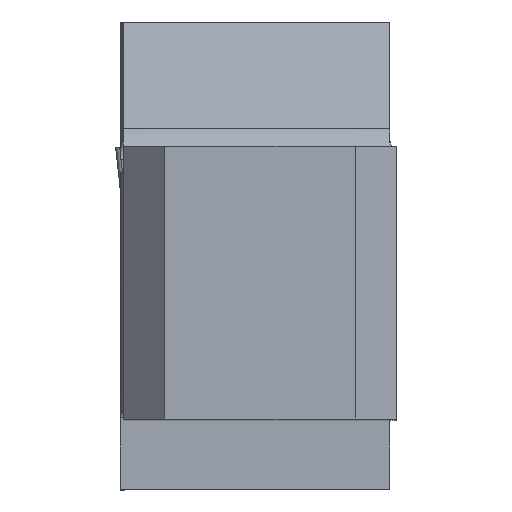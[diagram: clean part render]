
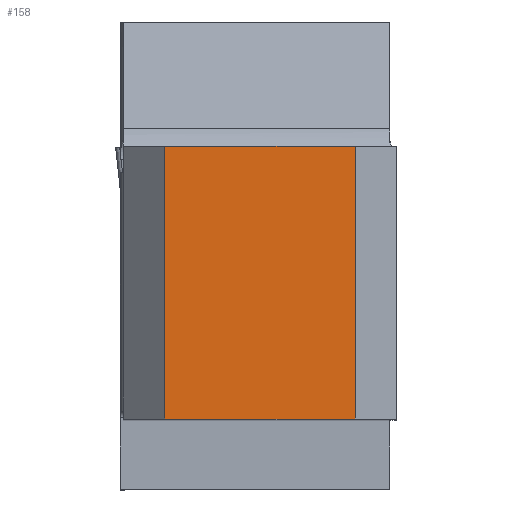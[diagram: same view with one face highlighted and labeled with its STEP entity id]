
A CAD part, top view. The second image highlights one B-rep face of the part: STEP entity #158.
In plain terms, the highlighted planar face has unit normal (0, 0, 1).
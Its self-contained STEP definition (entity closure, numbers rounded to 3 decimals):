
#158=ADVANCED_FACE('CU_BACK_SU1',(#289),#228,.F.);
#228=PLANE('',#1650);
#289=FACE_OUTER_BOUND('',#363,.T.);
#363=EDGE_LOOP('',(#574,#575,#576,#577));
#574=ORIENTED_EDGE('',*,*,#1104,.F.);
#575=ORIENTED_EDGE('',*,*,#1102,.T.);
#576=ORIENTED_EDGE('',*,*,#1105,.T.);
#577=ORIENTED_EDGE('',*,*,#1067,.F.);
#918=VERTEX_POINT('',#2244);
#919=VERTEX_POINT('',#2246);
#938=VERTEX_POINT('',#2328);
#939=VERTEX_POINT('',#2330);
#1067=EDGE_CURVE('',#918,#919,#1269,.T.);
#1102=EDGE_CURVE('',#939,#938,#1293,.T.);
#1104=EDGE_CURVE('',#939,#918,#1295,.T.);
#1105=EDGE_CURVE('',#938,#919,#1296,.T.);
#1269=LINE('',#2245,#1436);
#1293=LINE('',#2329,#1460);
#1295=LINE('',#2333,#1462);
#1296=LINE('',#2334,#1463);
#1436=VECTOR('',#1817,1.);
#1460=VECTOR('',#1879,1.);
#1462=VECTOR('',#1883,1.);
#1463=VECTOR('',#1884,1.);
#1650=AXIS2_PLACEMENT_3D('',#2335,#1885,#1886);
#1817=DIRECTION('',(1.,0.,0.));
#1879=DIRECTION('',(1.,0.,0.));
#1883=DIRECTION('',(0.,1.,0.));
#1884=DIRECTION('',(0.,1.,0.));
#1885=DIRECTION('',(0.,0.,-1.));
#1886=DIRECTION('',(-1.,0.,0.));
#2244=CARTESIAN_POINT('',(-16.925,19.925,0.));
#2245=CARTESIAN_POINT('',(-110.,19.925,0.));
#2246=CARTESIAN_POINT('',(-3.,19.925,0.));
#2328=CARTESIAN_POINT('',(-3.,0.,0.));
#2329=CARTESIAN_POINT('',(-110.,0.,0.));
#2330=CARTESIAN_POINT('',(-16.925,0.,0.));
#2333=CARTESIAN_POINT('',(-16.925,0.,0.));
#2334=CARTESIAN_POINT('',(-3.,0.,0.));
#2335=CARTESIAN_POINT('',(22.996,39.925,0.));
